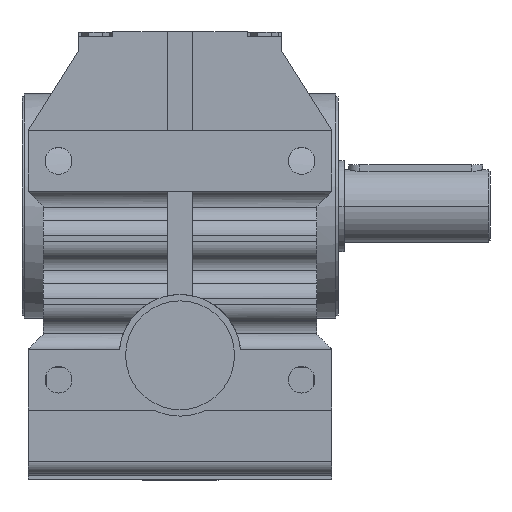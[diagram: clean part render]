
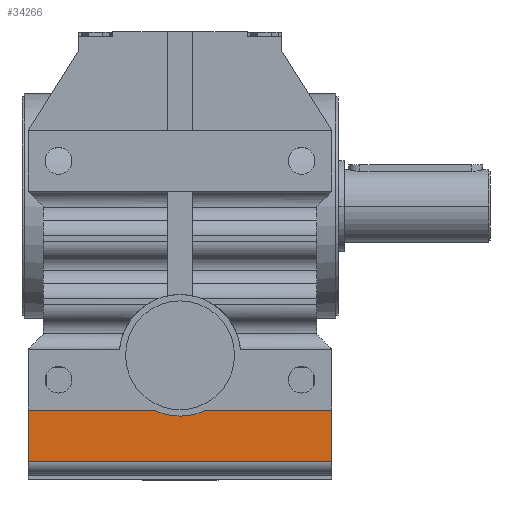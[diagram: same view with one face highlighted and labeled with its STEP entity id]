
A CAD part, top view. The second image highlights one B-rep face of the part: STEP entity #34266.
In plain terms, the highlighted planar face has unit normal (0, 0, 1).
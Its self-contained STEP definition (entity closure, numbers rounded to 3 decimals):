
#24531 = PLANE('',#24532);
#24532 = AXIS2_PLACEMENT_3D('',#24533,#24534,#24535);
#24533 = CARTESIAN_POINT('',(-125.,-172.5,312.375));
#24534 = DIRECTION('',(1.,0.,0.));
#24535 = DIRECTION('',(0.,0.,-1.));
#29838 = VERTEX_POINT('',#29839);
#29839 = CARTESIAN_POINT('',(-125.,-172.5,322.375));
#29854 = CYLINDRICAL_SURFACE('',#29855,10.);
#29855 = AXIS2_PLACEMENT_3D('',#29856,#29857,#29858);
#29856 = CARTESIAN_POINT('',(125.,-172.5,312.375));
#29857 = DIRECTION('',(-1.,0.,0.));
#29858 = DIRECTION('',(0.,0.,1.));
#29865 = EDGE_CURVE('',#29866,#29838,#29868,.T.);
#29866 = VERTEX_POINT('',#29867);
#29867 = CARTESIAN_POINT('',(-125.,-130.5,322.375));
#29868 = SURFACE_CURVE('',#29869,(#29873,#29880),.PCURVE_S1.);
#29869 = LINE('',#29870,#29871);
#29870 = CARTESIAN_POINT('',(-125.,-172.5,322.375));
#29871 = VECTOR('',#29872,1.);
#29872 = DIRECTION('',(0.,-1.,0.));
#29873 = PCURVE('',#24531,#29874);
#29874 = DEFINITIONAL_REPRESENTATION('',(#29875),#29879);
#29875 = LINE('',#29876,#29877);
#29876 = CARTESIAN_POINT('',(-10.,0.));
#29877 = VECTOR('',#29878,1.);
#29878 = DIRECTION('',(0.,-1.));
#29879 = ( GEOMETRIC_REPRESENTATION_CONTEXT(2) 
PARAMETRIC_REPRESENTATION_CONTEXT() REPRESENTATION_CONTEXT('2D SPACE',''
  ) );
#29880 = PCURVE('',#29881,#29886);
#29881 = PLANE('',#29882);
#29882 = AXIS2_PLACEMENT_3D('',#29883,#29884,#29885);
#29883 = CARTESIAN_POINT('',(125.,-172.5,322.375));
#29884 = DIRECTION('',(0.,0.,-1.));
#29885 = DIRECTION('',(0.,1.,0.));
#29886 = DEFINITIONAL_REPRESENTATION('',(#29887),#29891);
#29887 = LINE('',#29888,#29889);
#29888 = CARTESIAN_POINT('',(0.,-250.));
#29889 = VECTOR('',#29890,1.);
#29890 = DIRECTION('',(-1.,0.));
#29891 = ( GEOMETRIC_REPRESENTATION_CONTEXT(2) 
PARAMETRIC_REPRESENTATION_CONTEXT() REPRESENTATION_CONTEXT('2D SPACE',''
  ) );
#29909 = PLANE('',#29910);
#29910 = AXIS2_PLACEMENT_3D('',#29911,#29912,#29913);
#29911 = CARTESIAN_POINT('',(125.,-130.5,322.375));
#29912 = DIRECTION('',(0.,1.,0.));
#29913 = DIRECTION('',(0.,0.,1.));
#30453 = PLANE('',#30454);
#30454 = AXIS2_PLACEMENT_3D('',#30455,#30456,#30457);
#30455 = CARTESIAN_POINT('',(125.,-172.5,312.375));
#30456 = DIRECTION('',(1.,0.,0.));
#30457 = DIRECTION('',(0.,0.,-1.));
#33632 = CYLINDRICAL_SURFACE('',#33633,50.);
#33633 = AXIS2_PLACEMENT_3D('',#33634,#33635,#33636);
#33634 = CARTESIAN_POINT('',(0.,-85.5,465.796));
#33635 = DIRECTION('',(0.,0.,-1.));
#33636 = DIRECTION('',(-1.,0.,0.));
#33659 = PLANE('',#33660);
#33660 = AXIS2_PLACEMENT_3D('',#33661,#33662,#33663);
#33661 = CARTESIAN_POINT('',(125.,-130.5,322.375));
#33662 = DIRECTION('',(0.,1.,0.));
#33663 = DIRECTION('',(0.,0.,1.));
#33965 = VERTEX_POINT('',#33966);
#33966 = CARTESIAN_POINT('',(-21.794,-130.5,322.375));
#33988 = EDGE_CURVE('',#33965,#29866,#33989,.T.);
#33989 = SURFACE_CURVE('',#33990,(#33994,#34001),.PCURVE_S1.);
#33990 = LINE('',#33991,#33992);
#33991 = CARTESIAN_POINT('',(125.,-130.5,322.375));
#33992 = VECTOR('',#33993,1.);
#33993 = DIRECTION('',(-1.,0.,0.));
#33994 = PCURVE('',#29909,#33995);
#33995 = DEFINITIONAL_REPRESENTATION('',(#33996),#34000);
#33996 = LINE('',#33997,#33998);
#33997 = CARTESIAN_POINT('',(0.,0.));
#33998 = VECTOR('',#33999,1.);
#33999 = DIRECTION('',(0.,-1.));
#34000 = ( GEOMETRIC_REPRESENTATION_CONTEXT(2) 
PARAMETRIC_REPRESENTATION_CONTEXT() REPRESENTATION_CONTEXT('2D SPACE',''
  ) );
#34001 = PCURVE('',#29881,#34002);
#34002 = DEFINITIONAL_REPRESENTATION('',(#34003),#34007);
#34003 = LINE('',#34004,#34005);
#34004 = CARTESIAN_POINT('',(42.,0.));
#34005 = VECTOR('',#34006,1.);
#34006 = DIRECTION('',(0.,-1.));
#34007 = ( GEOMETRIC_REPRESENTATION_CONTEXT(2) 
PARAMETRIC_REPRESENTATION_CONTEXT() REPRESENTATION_CONTEXT('2D SPACE',''
  ) );
#34082 = EDGE_CURVE('',#34083,#29838,#34085,.T.);
#34083 = VERTEX_POINT('',#34084);
#34084 = CARTESIAN_POINT('',(125.,-172.5,322.375));
#34085 = SURFACE_CURVE('',#34086,(#34090,#34096),.PCURVE_S1.);
#34086 = LINE('',#34087,#34088);
#34087 = CARTESIAN_POINT('',(125.,-172.5,322.375));
#34088 = VECTOR('',#34089,1.);
#34089 = DIRECTION('',(-1.,0.,0.));
#34090 = PCURVE('',#29854,#34091);
#34091 = DEFINITIONAL_REPRESENTATION('',(#34092),#34095);
#34092 = B_SPLINE_CURVE_WITH_KNOTS('',1,(#34093,#34094),.UNSPECIFIED.,
  .F.,.F.,(2,2),(0.,250.),.PIECEWISE_BEZIER_KNOTS.);
#34093 = CARTESIAN_POINT('',(6.283,0.));
#34094 = CARTESIAN_POINT('',(6.283,250.));
#34095 = ( GEOMETRIC_REPRESENTATION_CONTEXT(2) 
PARAMETRIC_REPRESENTATION_CONTEXT() REPRESENTATION_CONTEXT('2D SPACE',''
  ) );
#34096 = PCURVE('',#29881,#34097);
#34097 = DEFINITIONAL_REPRESENTATION('',(#34098),#34102);
#34098 = LINE('',#34099,#34100);
#34099 = CARTESIAN_POINT('',(0.,0.));
#34100 = VECTOR('',#34101,1.);
#34101 = DIRECTION('',(0.,-1.));
#34102 = ( GEOMETRIC_REPRESENTATION_CONTEXT(2) 
PARAMETRIC_REPRESENTATION_CONTEXT() REPRESENTATION_CONTEXT('2D SPACE',''
  ) );
#34266 = ADVANCED_FACE('',(#34267),#29881,.F.);
#34267 = FACE_BOUND('',#34268,.T.);
#34268 = EDGE_LOOP('',(#34269,#34296,#34297,#34298,#34299,#34322));
#34269 = ORIENTED_EDGE('',*,*,#34270,.F.);
#34270 = EDGE_CURVE('',#33965,#34271,#34273,.T.);
#34271 = VERTEX_POINT('',#34272);
#34272 = CARTESIAN_POINT('',(21.794,-130.5,322.375));
#34273 = SURFACE_CURVE('',#34274,(#34279,#34290),.PCURVE_S1.);
#34274 = CIRCLE('',#34275,50.);
#34275 = AXIS2_PLACEMENT_3D('',#34276,#34277,#34278);
#34276 = CARTESIAN_POINT('',(0.,-85.5,322.375));
#34277 = DIRECTION('',(0.,0.,1.));
#34278 = DIRECTION('',(0.,1.,0.));
#34279 = PCURVE('',#29881,#34280);
#34280 = DEFINITIONAL_REPRESENTATION('',(#34281),#34289);
#34281 = ( BOUNDED_CURVE() B_SPLINE_CURVE(2,(#34282,#34283,#34284,#34285
    ,#34286,#34287,#34288),.UNSPECIFIED.,.T.,.F.) 
B_SPLINE_CURVE_WITH_KNOTS((1,2,2,2,2,1),(-2.094,0.,
    2.094,4.189,6.283,8.378),
.UNSPECIFIED.) CURVE() GEOMETRIC_REPRESENTATION_ITEM() 
RATIONAL_B_SPLINE_CURVE((1.,0.5,1.,0.5,1.,0.5,1.)) REPRESENTATION_ITEM(
  '') );
#34282 = CARTESIAN_POINT('',(137.,-125.));
#34283 = CARTESIAN_POINT('',(137.,-211.603));
#34284 = CARTESIAN_POINT('',(62.,-168.301));
#34285 = CARTESIAN_POINT('',(-13.,-125.));
#34286 = CARTESIAN_POINT('',(62.,-81.699));
#34287 = CARTESIAN_POINT('',(137.,-38.397));
#34288 = CARTESIAN_POINT('',(137.,-125.));
#34289 = ( GEOMETRIC_REPRESENTATION_CONTEXT(2) 
PARAMETRIC_REPRESENTATION_CONTEXT() REPRESENTATION_CONTEXT('2D SPACE',''
  ) );
#34290 = PCURVE('',#33632,#34291);
#34291 = DEFINITIONAL_REPRESENTATION('',(#34292),#34295);
#34292 = B_SPLINE_CURVE_WITH_KNOTS('',1,(#34293,#34294),.UNSPECIFIED.,
  .F.,.F.,(2,2),(2.691,3.593),
  .PIECEWISE_BEZIER_KNOTS.);
#34293 = CARTESIAN_POINT('',(5.163,143.421));
#34294 = CARTESIAN_POINT('',(4.261,143.421));
#34295 = ( GEOMETRIC_REPRESENTATION_CONTEXT(2) 
PARAMETRIC_REPRESENTATION_CONTEXT() REPRESENTATION_CONTEXT('2D SPACE',''
  ) );
#34296 = ORIENTED_EDGE('',*,*,#33988,.T.);
#34297 = ORIENTED_EDGE('',*,*,#29865,.T.);
#34298 = ORIENTED_EDGE('',*,*,#34082,.F.);
#34299 = ORIENTED_EDGE('',*,*,#34300,.F.);
#34300 = EDGE_CURVE('',#34301,#34083,#34303,.T.);
#34301 = VERTEX_POINT('',#34302);
#34302 = CARTESIAN_POINT('',(125.,-130.5,322.375));
#34303 = SURFACE_CURVE('',#34304,(#34308,#34315),.PCURVE_S1.);
#34304 = LINE('',#34305,#34306);
#34305 = CARTESIAN_POINT('',(125.,-172.5,322.375));
#34306 = VECTOR('',#34307,1.);
#34307 = DIRECTION('',(0.,-1.,0.));
#34308 = PCURVE('',#29881,#34309);
#34309 = DEFINITIONAL_REPRESENTATION('',(#34310),#34314);
#34310 = LINE('',#34311,#34312);
#34311 = CARTESIAN_POINT('',(0.,0.));
#34312 = VECTOR('',#34313,1.);
#34313 = DIRECTION('',(-1.,0.));
#34314 = ( GEOMETRIC_REPRESENTATION_CONTEXT(2) 
PARAMETRIC_REPRESENTATION_CONTEXT() REPRESENTATION_CONTEXT('2D SPACE',''
  ) );
#34315 = PCURVE('',#30453,#34316);
#34316 = DEFINITIONAL_REPRESENTATION('',(#34317),#34321);
#34317 = LINE('',#34318,#34319);
#34318 = CARTESIAN_POINT('',(-10.,0.));
#34319 = VECTOR('',#34320,1.);
#34320 = DIRECTION('',(0.,-1.));
#34321 = ( GEOMETRIC_REPRESENTATION_CONTEXT(2) 
PARAMETRIC_REPRESENTATION_CONTEXT() REPRESENTATION_CONTEXT('2D SPACE',''
  ) );
#34322 = ORIENTED_EDGE('',*,*,#34323,.T.);
#34323 = EDGE_CURVE('',#34301,#34271,#34324,.T.);
#34324 = SURFACE_CURVE('',#34325,(#34329,#34336),.PCURVE_S1.);
#34325 = LINE('',#34326,#34327);
#34326 = CARTESIAN_POINT('',(125.,-130.5,322.375));
#34327 = VECTOR('',#34328,1.);
#34328 = DIRECTION('',(-1.,0.,0.));
#34329 = PCURVE('',#29881,#34330);
#34330 = DEFINITIONAL_REPRESENTATION('',(#34331),#34335);
#34331 = LINE('',#34332,#34333);
#34332 = CARTESIAN_POINT('',(42.,0.));
#34333 = VECTOR('',#34334,1.);
#34334 = DIRECTION('',(0.,-1.));
#34335 = ( GEOMETRIC_REPRESENTATION_CONTEXT(2) 
PARAMETRIC_REPRESENTATION_CONTEXT() REPRESENTATION_CONTEXT('2D SPACE',''
  ) );
#34336 = PCURVE('',#33659,#34337);
#34337 = DEFINITIONAL_REPRESENTATION('',(#34338),#34342);
#34338 = LINE('',#34339,#34340);
#34339 = CARTESIAN_POINT('',(0.,0.));
#34340 = VECTOR('',#34341,1.);
#34341 = DIRECTION('',(0.,-1.));
#34342 = ( GEOMETRIC_REPRESENTATION_CONTEXT(2) 
PARAMETRIC_REPRESENTATION_CONTEXT() REPRESENTATION_CONTEXT('2D SPACE',''
  ) );
